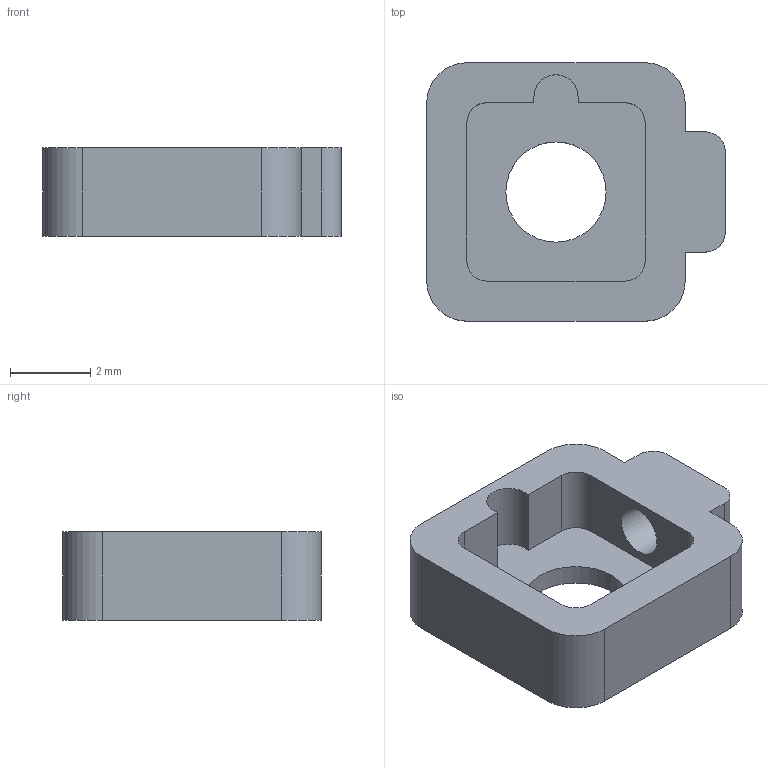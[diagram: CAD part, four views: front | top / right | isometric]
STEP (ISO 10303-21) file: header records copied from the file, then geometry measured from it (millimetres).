
FILE_DESCRIPTION(/* description */ (''),/* implementation_level */ '2;1');
FILE_NAME(/* name */ 'baseplate NG.stp',/* time_stamp */ '2019-04-24T08:43:04+02:00',/* author */ ('veldhuijzen'),/* organization */ (''),/* preprocessor_version */ 'ST-DEVELOPER v17.2',/* originating_system */ 'Autodesk Inventor 2019',/* authorisation */ '');
FILE_SCHEMA (('AUTOMOTIVE_DESIGN { 1 0 10303 214 3 1 1 }'));
Length unit declared in the file: millimetre
Products named in the file (1): baseplate NG
Bounding box: 7.45 x 6.45 x 2.2 mm (x, y, z)
Volume: 56.7 mm3; surface area: 173.6 mm2
Topology: 1 solids, 1 shells, 31 faces, 85 edges, 57 vertices
Faces by surface type: plane 18, cylinder 13
Full cylindrical faces by diameter (mm): 1.25 x1, 2.5 x1
Entity records: 1049 total; most frequent: DIRECTION 176, CARTESIAN_POINT 173, ORIENTED_EDGE 168, EDGE_CURVE 84, AXIS2_PLACEMENT_3D 59, LINE 58, VECTOR 58, VERTEX_POINT 56
